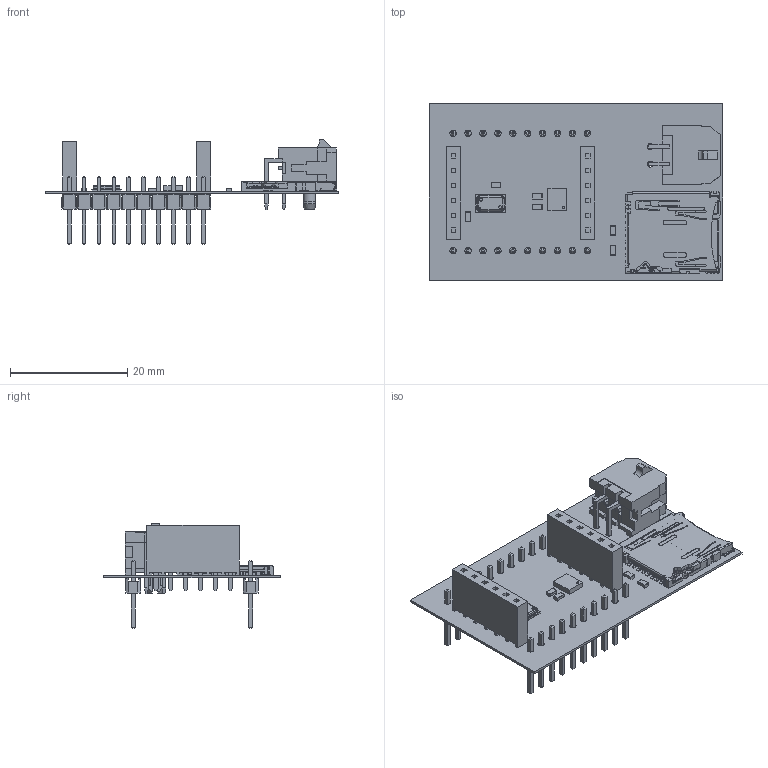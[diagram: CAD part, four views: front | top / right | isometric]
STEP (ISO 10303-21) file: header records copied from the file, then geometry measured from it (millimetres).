
FILE_DESCRIPTION(('Open CASCADE Model'),'2;1');
FILE_NAME('Open CASCADE Shape Model','2020-01-13T22:50:36',('Author'),( 'Open CASCADE'),'Open CASCADE STEP processor 6.8','Open CASCADE 6.8' ,'Unknown');
FILE_SCHEMA(('AUTOMOTIVE_DESIGN { 1 0 10303 214 1 1 1 1 }'));
Length unit declared in the file: millimetre
Products named in the file (48): PCB; Board; Open CASCADE STEP translator 6.8 12.1.1; U2; 7053542320; Open_CASCADE_STEP_translator_6.8_11.1; Body; Open_CASCADE_STEP_translator_6.8_11.2.1; pinShape; C5; 7892272208; Mid_Body; Terminal; Open_CASCADE_STEP_translator_6.8_23.2.1; Mark; C4; C3; 7046706608; C2; 7892274928; C1; U1; MS561101BA03-50--3DModel-STEP-56544; R1; J6; 430450400; Open CASCADE STEP translator 6.8 12.10.1.1; Open CASCADE STEP translator 6.8 12.10.1.2; J5; SSW-106-01-F-S; _T1SSW-106-01-F-S; _P2SSW-106-01-F-S; J4; J3; DM3AT-SF-PEJM5_RGB12040119; J2; 61301011121_Download_STP_61301011121_rev1; 6130xx11121_PIN; 61301011121; J1
Assembly tree (67 placements, depth 5):
  PCB
    Board
      Open CASCADE STEP translator 6.8 12.1.1
    U2
      7053542320
        Open_CASCADE_STEP_translator_6.8_11.1
        Body
          Open_CASCADE_STEP_translator_6.8_11.2.1
        pinShape  x4
    C5
      7892272208
        Mid_Body
        Terminal  x2
          Open_CASCADE_STEP_translator_6.8_23.2.1
        Mark
    C4
      7892272208
        Mid_Body
        Terminal  x2
          Open_CASCADE_STEP_translator_6.8_23.2.1
        Mark
    C3
      7046706608
        Mid_Body
        Terminal  x2
          Open_CASCADE_STEP_translator_6.8_23.2.1
        Mark
    C2
      7892274928
        Mid_Body
        Terminal  x2
          Open_CASCADE_STEP_translator_6.8_23.2.1
        Mark
    C1
      7892272208
        Mid_Body
        Terminal  x2
          Open_CASCADE_STEP_translator_6.8_23.2.1
        Mark
    U1
      MS561101BA03-50--3DModel-STEP-56544
    R1
      7046706608
        Mid_Body
        Terminal  x2
          Open_CASCADE_STEP_translator_6.8_23.2.1
        Mark
    J6
      430450400
        Open CASCADE STEP translator 6.8 12.10.1.1
        Open CASCADE STEP translator 6.8 12.10.1.2
    J5
      SSW-106-01-F-S
        _T1SSW-106-01-F-S
        _P2SSW-106-01-F-S
    J4
      SSW-106-01-F-S
        _T1SSW-106-01-F-S
        _P2SSW-106-01-F-S
    J3
Bounding box: 50 x 30 x 17.82 mm (x, y, z)
Volume: 2230.6 mm3; surface area: 7571.9 mm2
Topology: 68 solids, 69 shells, 2132 faces, 5555 edges, 3620 vertices
Faces by surface type: plane 1825, cylinder 279, torus 14, cone 10, revolution 4
Full cylindrical faces by diameter (mm): 0.394 x1, 0.6 x4, 1.02 x4, 1.04 x12, 1.1 x20, 3 x1
Entity records: 54896 total; most frequent: CARTESIAN_POINT 8376, ORIENTED_EDGE 8017, DIRECTION 7709, EDGE_CURVE 4009, LINE 3399, VECTOR 3399, VERTEX_POINT 2620, AXIS2_PLACEMENT_3D 2153
